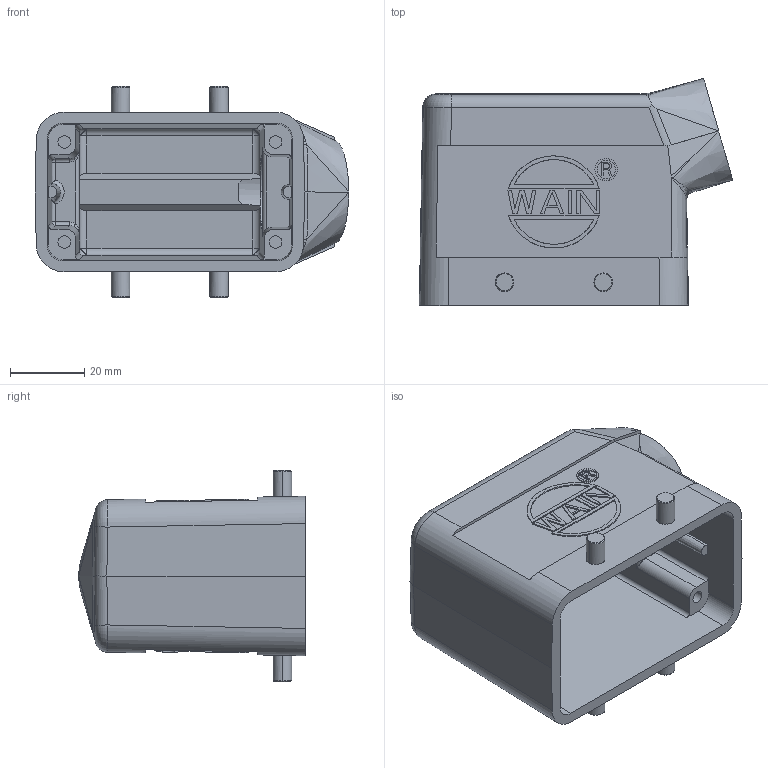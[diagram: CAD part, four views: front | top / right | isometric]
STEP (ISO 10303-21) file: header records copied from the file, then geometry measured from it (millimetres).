
FILE_DESCRIPTION((''),'2;1');
FILE_NAME('CE-H10B-SE-2B','2024-04-02T',('13449'),(''),'PRO/ENGINEER BY PARAMETRIC TECHNOLOGY CORPORATION, 2012480','PRO/ENGINEER BY PARAMETRIC TECHNOLOGY CORPORATION, 2012480','');
FILE_SCHEMA(('CONFIG_CONTROL_DESIGN'));
Length unit declared in the file: millimetre
Products named in the file (1): CE-H10B-SE-2B
Bounding box: 84.52 x 61.18 x 57 mm (x, y, z)
Volume: 58507.1 mm3; surface area: 30559.2 mm2
Topology: 1 solids, 1 shells, 378 faces, 959 edges, 614 vertices
Faces by surface type: plane 233, cylinder 72, bspline 34, extrusion 16, cone 14, sphere 6, torus 3
Entity records: 13313 total; most frequent: CARTESIAN_POINT 4568, ORIENTED_EDGE 1906, DIRECTION 1563, EDGE_CURVE 953, VECTOR 677, LINE 661, VERTEX_POINT 614, AXIS2_PLACEMENT_3D 443
